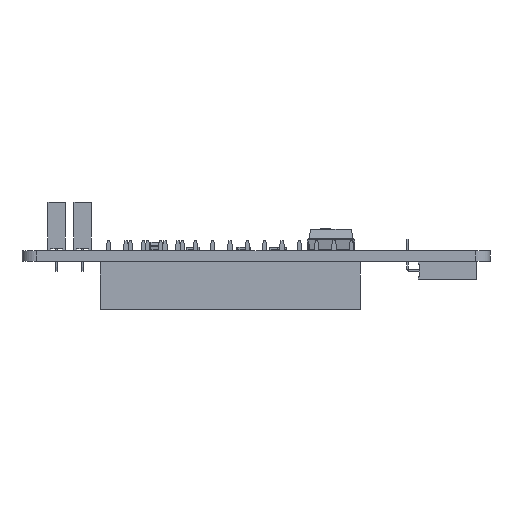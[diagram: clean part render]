
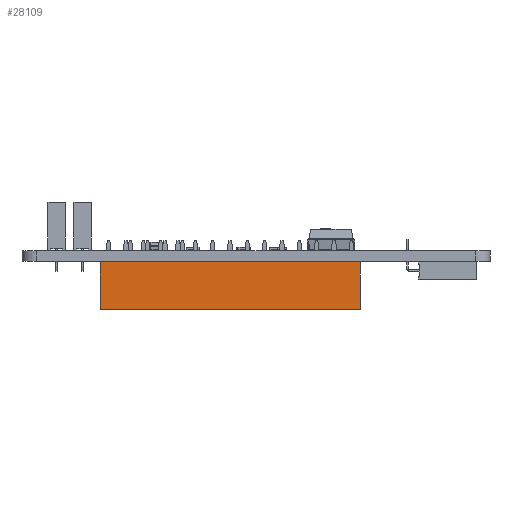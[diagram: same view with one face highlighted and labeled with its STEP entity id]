
A CAD part, left-side view. The second image highlights one B-rep face of the part: STEP entity #28109.
In plain terms, the highlighted face is planar.
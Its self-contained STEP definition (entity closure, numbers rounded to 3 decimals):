
#28109 = ADVANCED_FACE('',(#28110),#28124,.F.);
#28110 = FACE_BOUND('',#28111,.F.);
#28111 = EDGE_LOOP('',(#28112,#28147,#28175,#28203));
#28112 = ORIENTED_EDGE('',*,*,#28113,.T.);
#28113 = EDGE_CURVE('',#28114,#28116,#28118,.T.);
#28114 = VERTEX_POINT('',#28115);
#28115 = CARTESIAN_POINT('',(1.27,-36.83,0.));
#28116 = VERTEX_POINT('',#28117);
#28117 = CARTESIAN_POINT('',(1.27,-36.83,7.));
#28118 = SURFACE_CURVE('',#28119,(#28123,#28135),.PCURVE_S1.);
#28119 = LINE('',#28120,#28121);
#28120 = CARTESIAN_POINT('',(1.27,-36.83,0.));
#28121 = VECTOR('',#28122,1.);
#28122 = DIRECTION('',(0.,0.,1.));
#28123 = PCURVE('',#28124,#28129);
#28124 = PLANE('',#28125);
#28125 = AXIS2_PLACEMENT_3D('',#28126,#28127,#28128);
#28126 = CARTESIAN_POINT('',(1.27,-36.83,0.));
#28127 = DIRECTION('',(-1.,0.,0.));
#28128 = DIRECTION('',(0.,1.,0.));
#28129 = DEFINITIONAL_REPRESENTATION('',(#28130),#28134);
#28130 = LINE('',#28131,#28132);
#28131 = CARTESIAN_POINT('',(0.,0.));
#28132 = VECTOR('',#28133,1.);
#28133 = DIRECTION('',(0.,-1.));
#28134 = ( GEOMETRIC_REPRESENTATION_CONTEXT(2) 
PARAMETRIC_REPRESENTATION_CONTEXT() REPRESENTATION_CONTEXT('2D SPACE',''
  ) );
#28135 = PCURVE('',#28136,#28141);
#28136 = PLANE('',#28137);
#28137 = AXIS2_PLACEMENT_3D('',#28138,#28139,#28140);
#28138 = CARTESIAN_POINT('',(-1.27,-36.83,0.));
#28139 = DIRECTION('',(0.,1.,0.));
#28140 = DIRECTION('',(1.,0.,0.));
#28141 = DEFINITIONAL_REPRESENTATION('',(#28142),#28146);
#28142 = LINE('',#28143,#28144);
#28143 = CARTESIAN_POINT('',(2.54,0.));
#28144 = VECTOR('',#28145,1.);
#28145 = DIRECTION('',(0.,-1.));
#28146 = ( GEOMETRIC_REPRESENTATION_CONTEXT(2) 
PARAMETRIC_REPRESENTATION_CONTEXT() REPRESENTATION_CONTEXT('2D SPACE',''
  ) );
#28147 = ORIENTED_EDGE('',*,*,#28148,.T.);
#28148 = EDGE_CURVE('',#28116,#28149,#28151,.T.);
#28149 = VERTEX_POINT('',#28150);
#28150 = CARTESIAN_POINT('',(1.27,1.27,7.));
#28151 = SURFACE_CURVE('',#28152,(#28156,#28163),.PCURVE_S1.);
#28152 = LINE('',#28153,#28154);
#28153 = CARTESIAN_POINT('',(1.27,-36.83,7.));
#28154 = VECTOR('',#28155,1.);
#28155 = DIRECTION('',(0.,1.,0.));
#28156 = PCURVE('',#28124,#28157);
#28157 = DEFINITIONAL_REPRESENTATION('',(#28158),#28162);
#28158 = LINE('',#28159,#28160);
#28159 = CARTESIAN_POINT('',(0.,-7.));
#28160 = VECTOR('',#28161,1.);
#28161 = DIRECTION('',(1.,0.));
#28162 = ( GEOMETRIC_REPRESENTATION_CONTEXT(2) 
PARAMETRIC_REPRESENTATION_CONTEXT() REPRESENTATION_CONTEXT('2D SPACE',''
  ) );
#28163 = PCURVE('',#28164,#28169);
#28164 = PLANE('',#28165);
#28165 = AXIS2_PLACEMENT_3D('',#28166,#28167,#28168);
#28166 = CARTESIAN_POINT('',(1.27,-36.83,7.));
#28167 = DIRECTION('',(-0.,0.,-1.));
#28168 = DIRECTION('',(0.,-1.,-0.));
#28169 = DEFINITIONAL_REPRESENTATION('',(#28170),#28174);
#28170 = LINE('',#28171,#28172);
#28171 = CARTESIAN_POINT('',(0.,0.));
#28172 = VECTOR('',#28173,1.);
#28173 = DIRECTION('',(-1.,0.));
#28174 = ( GEOMETRIC_REPRESENTATION_CONTEXT(2) 
PARAMETRIC_REPRESENTATION_CONTEXT() REPRESENTATION_CONTEXT('2D SPACE',''
  ) );
#28175 = ORIENTED_EDGE('',*,*,#28176,.F.);
#28176 = EDGE_CURVE('',#28177,#28149,#28179,.T.);
#28177 = VERTEX_POINT('',#28178);
#28178 = CARTESIAN_POINT('',(1.27,1.27,0.));
#28179 = SURFACE_CURVE('',#28180,(#28184,#28191),.PCURVE_S1.);
#28180 = LINE('',#28181,#28182);
#28181 = CARTESIAN_POINT('',(1.27,1.27,0.));
#28182 = VECTOR('',#28183,1.);
#28183 = DIRECTION('',(0.,0.,1.));
#28184 = PCURVE('',#28124,#28185);
#28185 = DEFINITIONAL_REPRESENTATION('',(#28186),#28190);
#28186 = LINE('',#28187,#28188);
#28187 = CARTESIAN_POINT('',(38.1,0.));
#28188 = VECTOR('',#28189,1.);
#28189 = DIRECTION('',(0.,-1.));
#28190 = ( GEOMETRIC_REPRESENTATION_CONTEXT(2) 
PARAMETRIC_REPRESENTATION_CONTEXT() REPRESENTATION_CONTEXT('2D SPACE',''
  ) );
#28191 = PCURVE('',#28192,#28197);
#28192 = PLANE('',#28193);
#28193 = AXIS2_PLACEMENT_3D('',#28194,#28195,#28196);
#28194 = CARTESIAN_POINT('',(1.27,1.27,0.));
#28195 = DIRECTION('',(0.,-1.,0.));
#28196 = DIRECTION('',(-1.,0.,0.));
#28197 = DEFINITIONAL_REPRESENTATION('',(#28198),#28202);
#28198 = LINE('',#28199,#28200);
#28199 = CARTESIAN_POINT('',(0.,0.));
#28200 = VECTOR('',#28201,1.);
#28201 = DIRECTION('',(0.,-1.));
#28202 = ( GEOMETRIC_REPRESENTATION_CONTEXT(2) 
PARAMETRIC_REPRESENTATION_CONTEXT() REPRESENTATION_CONTEXT('2D SPACE',''
  ) );
#28203 = ORIENTED_EDGE('',*,*,#28204,.F.);
#28204 = EDGE_CURVE('',#28114,#28177,#28205,.T.);
#28205 = SURFACE_CURVE('',#28206,(#28210,#28217),.PCURVE_S1.);
#28206 = LINE('',#28207,#28208);
#28207 = CARTESIAN_POINT('',(1.27,-36.83,0.));
#28208 = VECTOR('',#28209,1.);
#28209 = DIRECTION('',(0.,1.,0.));
#28210 = PCURVE('',#28124,#28211);
#28211 = DEFINITIONAL_REPRESENTATION('',(#28212),#28216);
#28212 = LINE('',#28213,#28214);
#28213 = CARTESIAN_POINT('',(0.,0.));
#28214 = VECTOR('',#28215,1.);
#28215 = DIRECTION('',(1.,0.));
#28216 = ( GEOMETRIC_REPRESENTATION_CONTEXT(2) 
PARAMETRIC_REPRESENTATION_CONTEXT() REPRESENTATION_CONTEXT('2D SPACE',''
  ) );
#28217 = PCURVE('',#28218,#28223);
#28218 = PLANE('',#28219);
#28219 = AXIS2_PLACEMENT_3D('',#28220,#28221,#28222);
#28220 = CARTESIAN_POINT('',(1.27,-36.83,0.));
#28221 = DIRECTION('',(-0.,0.,-1.));
#28222 = DIRECTION('',(0.,-1.,-0.));
#28223 = DEFINITIONAL_REPRESENTATION('',(#28224),#28228);
#28224 = LINE('',#28225,#28226);
#28225 = CARTESIAN_POINT('',(0.,0.));
#28226 = VECTOR('',#28227,1.);
#28227 = DIRECTION('',(-1.,0.));
#28228 = ( GEOMETRIC_REPRESENTATION_CONTEXT(2) 
PARAMETRIC_REPRESENTATION_CONTEXT() REPRESENTATION_CONTEXT('2D SPACE',''
  ) );
